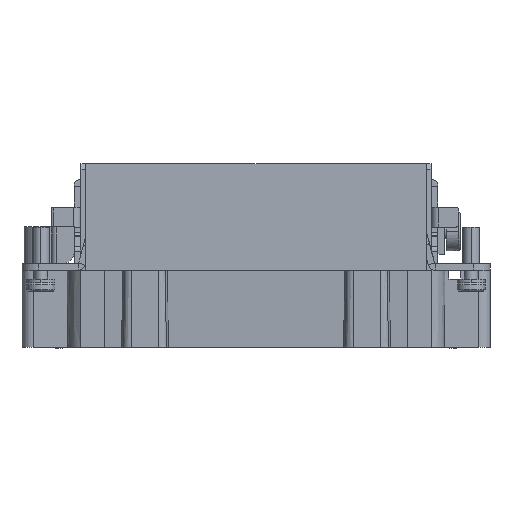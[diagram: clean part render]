
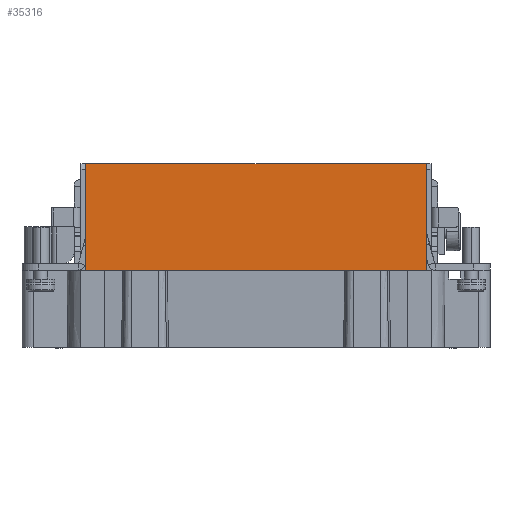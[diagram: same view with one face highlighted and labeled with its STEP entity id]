
A CAD part, left-side view. The second image highlights one B-rep face of the part: STEP entity #35316.
In plain terms, the highlighted planar face has unit normal (-1, 0, 0).
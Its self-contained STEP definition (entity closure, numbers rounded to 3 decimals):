
#2967=DIRECTION('',(0.,0.,-1.));
#2968=VECTOR('',#2967,19.2);
#2969=CARTESIAN_POINT('',(-16.95,-30.649,33.2));
#2970=LINE('',#2969,#2968);
#2971=DIRECTION('',(0.,0.,1.));
#2972=VECTOR('',#2971,19.2);
#2973=CARTESIAN_POINT('',(-16.95,30.649,14.));
#2974=LINE('',#2973,#2972);
#3119=DIRECTION('',(0.,1.,0.));
#3120=VECTOR('',#3119,61.298);
#3121=CARTESIAN_POINT('',(-16.95,-30.649,14.));
#3122=LINE('',#3121,#3120);
#3737=DIRECTION('',(0.,-1.,0.));
#3738=VECTOR('',#3737,61.298);
#3739=CARTESIAN_POINT('',(-16.95,30.649,33.2));
#3740=LINE('',#3739,#3738);
#26644=CARTESIAN_POINT('',(-16.95,30.649,33.2));
#26645=CARTESIAN_POINT('',(-16.95,-30.649,33.2));
#26646=VERTEX_POINT('',#26644);
#26647=VERTEX_POINT('',#26645);
#29357=CARTESIAN_POINT('',(-16.95,-30.649,14.));
#29358=CARTESIAN_POINT('',(-16.95,30.649,14.));
#29359=VERTEX_POINT('',#29357);
#29360=VERTEX_POINT('',#29358);
#35302=CARTESIAN_POINT('',(-16.95,30.65,14.));
#35303=DIRECTION('',(-1.,0.,0.));
#35304=DIRECTION('',(0.,-1.,0.));
#35305=AXIS2_PLACEMENT_3D('',#35302,#35303,#35304);
#35306=PLANE('',#35305);
#35308=ORIENTED_EDGE('',*,*,#35307,.T.);
#35310=ORIENTED_EDGE('',*,*,#35309,.T.);
#35311=ORIENTED_EDGE('',*,*,#35200,.T.);
#35313=ORIENTED_EDGE('',*,*,#35312,.T.);
#35314=EDGE_LOOP('',(#35308,#35310,#35311,#35313));
#35315=FACE_OUTER_BOUND('',#35314,.F.);
#35316=ADVANCED_FACE('',(#35315),#35306,.T.);
#35200=EDGE_CURVE('',#29360,#26646,#2974,.T.);
#35307=EDGE_CURVE('',#26647,#29359,#2970,.T.);
#35309=EDGE_CURVE('',#29359,#29360,#3122,.T.);
#35312=EDGE_CURVE('',#26646,#26647,#3740,.T.);
